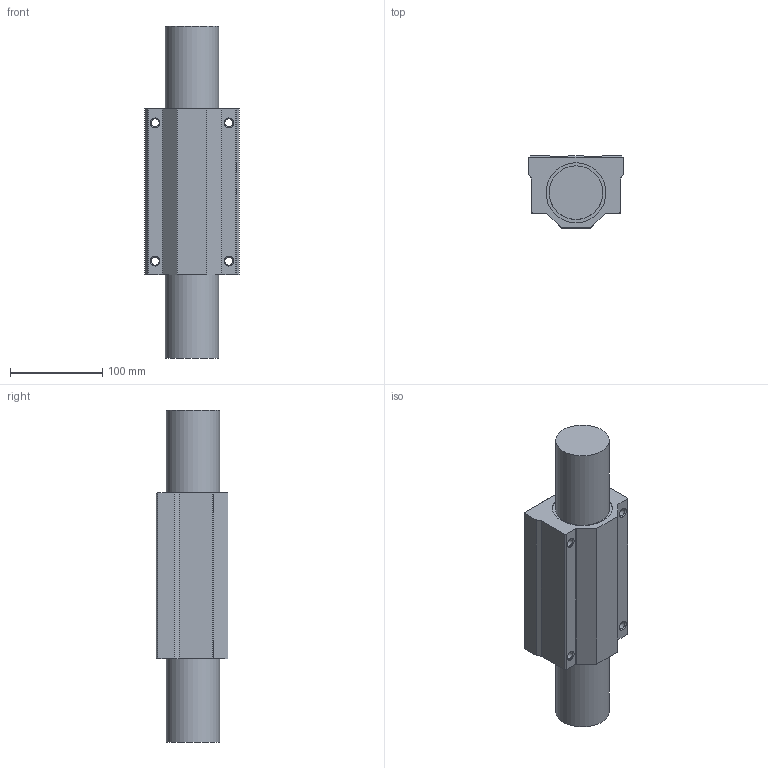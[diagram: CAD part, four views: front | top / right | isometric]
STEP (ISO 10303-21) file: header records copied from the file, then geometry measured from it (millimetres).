
FILE_DESCRIPTION((''),'2;1');
FILE_NAME('SCE40WUU.stp','2013-02-07T13:04:59',('user2'),(''),'Autodesk Inventor 2012','Autodesk Inventor 2012','');
FILE_SCHEMA(('AUTOMOTIVE_DESIGN { 1 0 10303 214 1 1 1 1 }'));
Length unit declared in the file: millimetre
Products named in the file (1): SCE40WUU
Bounding box: 102 x 78 x 360 mm (x, y, z)
Volume: 1682212.6 mm3; surface area: 115077.2 mm2
Topology: 1 solids, 1 shells, 401 faces, 1122 edges, 745 vertices
Faces by surface type: bspline 260, plane 111, cylinder 18, cone 12
Full cylindrical faces by diameter (mm): 5.8 x1, 8.6 x4, 9.459 x4, 58 x2, 65 x2
Entity records: 13660 total; most frequent: CARTESIAN_POINT 4863, ORIENTED_EDGE 2180, EDGE_CURVE 1090, DIRECTION 894, VERTEX_POINT 738, VECTOR 528, LINE 528, EDGE_LOOP 456
